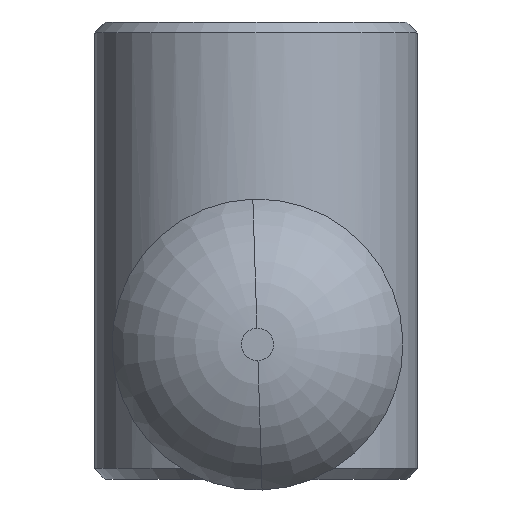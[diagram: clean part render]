
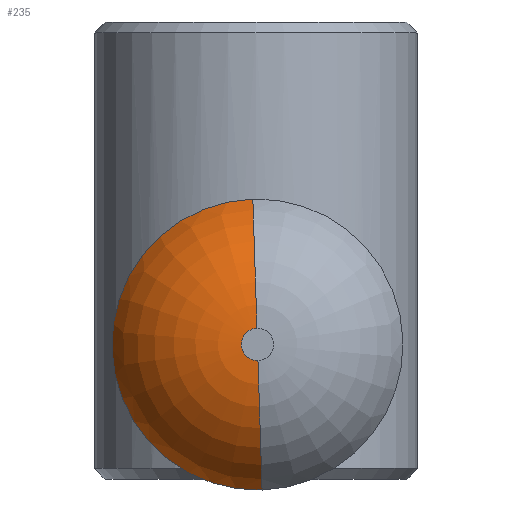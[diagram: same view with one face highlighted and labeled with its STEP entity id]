
A CAD part, top view. The second image highlights one B-rep face of the part: STEP entity #235.
In plain terms, the highlighted toroidal (fillet/blend) face has major radius 0.75 mm and minor radius 6.5 mm.
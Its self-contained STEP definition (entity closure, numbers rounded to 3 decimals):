
#32 = EDGE_CURVE ( 'NONE', #3464, #3476, #3208, .T. ) ;
#33 = EDGE_CURVE ( 'NONE', #3461, #3479, #3207, .T. ) ;
#34 = EDGE_CURVE ( 'NONE', #3464, #3461, #3209, .T. ) ;
#35 = EDGE_CURVE ( 'NONE', #3479, #3476, #3210, .T. ) ;
#235 = ADVANCED_FACE ( 'NONE', ( #3292 ), #3289, .T. ) ;
#372 = AXIS2_PLACEMENT_3D ( 'NONE', #480, #481, #482 ) ;
#480 = CARTESIAN_POINT ( 'NONE',  ( 0., 0., -36.5 ) ) ;
#481 = DIRECTION ( 'NONE',  ( 0., 0., 1. ) ) ;
#482 = DIRECTION ( 'NONE',  ( 1., 0., 0. ) ) ;
#2010 = CARTESIAN_POINT ( 'NONE',  ( 0.75, 0., -43. ) ) ;
#2013 = CARTESIAN_POINT ( 'NONE',  ( -0.75, 0., -43. ) ) ;
#2025 = CARTESIAN_POINT ( 'NONE',  ( -6.75, 0., -39. ) ) ;
#2028 = CARTESIAN_POINT ( 'NONE',  ( 6.75, 0., -39. ) ) ;
#2203 = CARTESIAN_POINT ( 'NONE',  ( -0.75, 0., -36.5 ) ) ;
#2204 = DIRECTION ( 'NONE',  ( 0., 1., 0. ) ) ;
#2205 = DIRECTION ( 'NONE',  ( -1., 0., 0. ) ) ;
#2206 = CARTESIAN_POINT ( 'NONE',  ( 0.75, 0., -36.5 ) ) ;
#2207 = DIRECTION ( 'NONE',  ( 0., -1., 0. ) ) ;
#2208 = DIRECTION ( 'NONE',  ( 0., 0., -1. ) ) ;
#2209 = CARTESIAN_POINT ( 'NONE',  ( 0., 0., -43. ) ) ;
#2210 = DIRECTION ( 'NONE',  ( 0., 0., 1. ) ) ;
#2211 = DIRECTION ( 'NONE',  ( 1., 0., 0. ) ) ;
#2212 = CARTESIAN_POINT ( 'NONE',  ( 0., 0., -39. ) ) ;
#2213 = DIRECTION ( 'NONE',  ( 0., 0., -1. ) ) ;
#2214 = DIRECTION ( 'NONE',  ( 1., 0., 0. ) ) ;
#2659 = ORIENTED_EDGE ( 'NONE', *, *, #32, .F. ) ;
#2660 = ORIENTED_EDGE ( 'NONE', *, *, #34, .T. ) ;
#2661 = ORIENTED_EDGE ( 'NONE', *, *, #33, .T. ) ;
#2662 = ORIENTED_EDGE ( 'NONE', *, *, #35, .T. ) ;
#2983 = AXIS2_PLACEMENT_3D ( 'NONE', #2203, #2204, #2205 ) ;
#2984 = AXIS2_PLACEMENT_3D ( 'NONE', #2206, #2207, #2208 ) ;
#2985 = AXIS2_PLACEMENT_3D ( 'NONE', #2209, #2210, #2211 ) ;
#2986 = AXIS2_PLACEMENT_3D ( 'NONE', #2212, #2213, #2214 ) ;
#3158 = EDGE_LOOP ( 'NONE', ( #2659, #2660, #2661, #2662 ) ) ;
#3207 = CIRCLE ( 'NONE', #2984, 6.5 ) ;
#3208 = CIRCLE ( 'NONE', #2983, 6.5 ) ;
#3209 = CIRCLE ( 'NONE', #2985, 0.75 ) ;
#3210 = CIRCLE ( 'NONE', #2986, 6.75 ) ;
#3289 = TOROIDAL_SURFACE ( 'NONE', #372, 0.75, 6.5 ) ;
#3292 = FACE_OUTER_BOUND ( 'NONE', #3158, .T. ) ;
#3461 = VERTEX_POINT ( 'NONE', #2010 ) ;
#3464 = VERTEX_POINT ( 'NONE', #2013 ) ;
#3476 = VERTEX_POINT ( 'NONE', #2025 ) ;
#3479 = VERTEX_POINT ( 'NONE', #2028 ) ;
